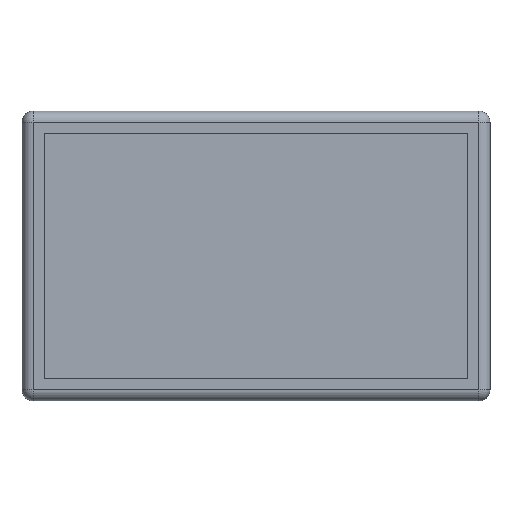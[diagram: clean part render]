
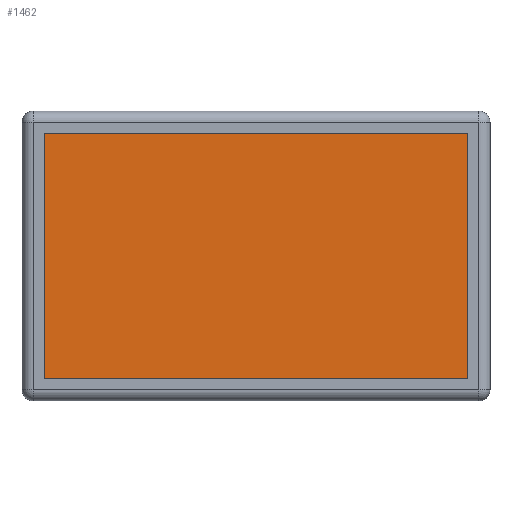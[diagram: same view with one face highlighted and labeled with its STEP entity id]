
A CAD part, top view. The second image highlights one B-rep face of the part: STEP entity #1462.
In plain terms, the highlighted planar face has unit normal (0, 0, 1).
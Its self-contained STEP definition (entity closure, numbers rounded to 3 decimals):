
#148=PLANE('',#1615);
#221=FACE_OUTER_BOUND('',#327,.T.);
#327=EDGE_LOOP('',(#1252,#1253,#1254,#1255));
#473=LINE('',#2391,#625);
#476=LINE('',#2396,#628);
#478=LINE('',#2400,#630);
#479=LINE('',#2402,#631);
#625=VECTOR('',#1947,10.);
#628=VECTOR('',#1952,10.);
#630=VECTOR('',#1956,10.);
#631=VECTOR('',#1959,10.);
#752=VERTEX_POINT('',#2388);
#753=VERTEX_POINT('',#2390);
#754=VERTEX_POINT('',#2394);
#755=VERTEX_POINT('',#2398);
#917=EDGE_CURVE('',#753,#752,#473,.T.);
#920=EDGE_CURVE('',#752,#754,#476,.T.);
#922=EDGE_CURVE('',#754,#755,#478,.T.);
#923=EDGE_CURVE('',#755,#753,#479,.T.);
#1252=ORIENTED_EDGE('',*,*,#923,.T.);
#1253=ORIENTED_EDGE('',*,*,#917,.T.);
#1254=ORIENTED_EDGE('',*,*,#920,.T.);
#1255=ORIENTED_EDGE('',*,*,#922,.T.);
#1462=ADVANCED_FACE('',(#221),#148,.T.);
#1615=AXIS2_PLACEMENT_3D('',#2403,#1960,#1961);
#1947=DIRECTION('',(1.,0.,0.));
#1952=DIRECTION('',(0.,1.,0.));
#1956=DIRECTION('',(-1.,0.,0.));
#1959=DIRECTION('',(0.,-1.,0.));
#1960=DIRECTION('center_axis',(0.,0.,1.));
#1961=DIRECTION('ref_axis',(1.,0.,0.));
#2388=CARTESIAN_POINT('',(76.,0.,27.));
#2390=CARTESIAN_POINT('',(0.,0.,27.));
#2391=CARTESIAN_POINT('',(0.,0.,27.));
#2394=CARTESIAN_POINT('',(76.,44.,27.));
#2396=CARTESIAN_POINT('',(76.,0.,27.));
#2398=CARTESIAN_POINT('',(0.,44.,27.));
#2400=CARTESIAN_POINT('',(76.,44.,27.));
#2402=CARTESIAN_POINT('',(0.,44.,27.));
#2403=CARTESIAN_POINT('Origin',(38.,22.,27.));
